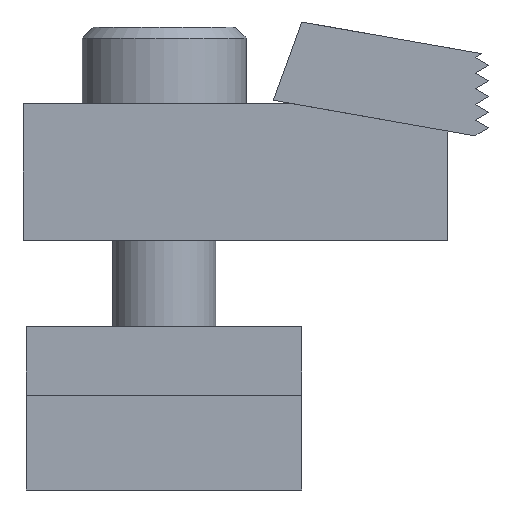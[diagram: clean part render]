
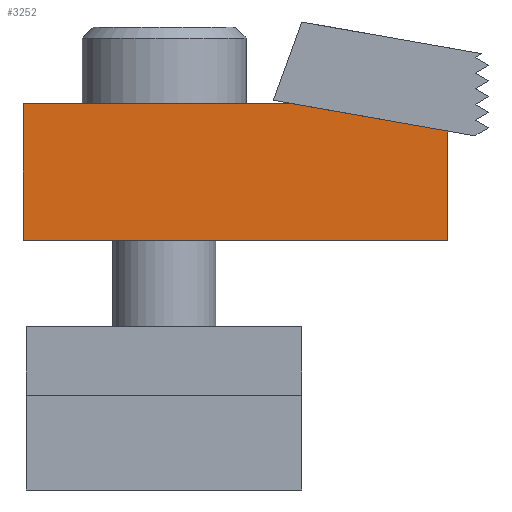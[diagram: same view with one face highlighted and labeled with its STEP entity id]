
A CAD part, front view. The second image highlights one B-rep face of the part: STEP entity #3252.
In plain terms, the highlighted planar face has unit normal (0, -1, 0).
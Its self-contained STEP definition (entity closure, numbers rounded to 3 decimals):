
#47 = CARTESIAN_POINT ( 'NONE',  ( 32.931, -14.287, 0. ) ) ;
#60 = CARTESIAN_POINT ( 'NONE',  ( -16.345, -14.287, 0. ) ) ;
#147 = DIRECTION ( 'NONE',  ( 0., 0., 1. ) ) ;
#165 = DIRECTION ( 'NONE',  ( 0., 0., -1. ) ) ;
#204 = LINE ( 'NONE', #530, #859 ) ;
#313 = DIRECTION ( 'NONE',  ( 0., 0., 1. ) ) ;
#383 = VERTEX_POINT ( 'NONE', #60 ) ;
#404 = PLANE ( 'NONE',  #619 ) ;
#530 = CARTESIAN_POINT ( 'NONE',  ( 14.925, -14.287, 15.875 ) ) ;
#614 = EDGE_CURVE ( 'NONE', #3391, #2807, #2110, .T. ) ;
#619 = AXIS2_PLACEMENT_3D ( 'NONE', #2560, #2301, #147 ) ;
#782 = LINE ( 'NONE', #2582, #2862 ) ;
#859 = VECTOR ( 'NONE', #3254, 1000. ) ;
#899 = EDGE_LOOP ( 'NONE', ( #1002, #3326, #3049, #3344, #2117 ) ) ;
#1002 = ORIENTED_EDGE ( 'NONE', *, *, #2872, .F. ) ;
#1031 = LINE ( 'NONE', #1258, #2951 ) ;
#1228 = CARTESIAN_POINT ( 'NONE',  ( -16.345, -14.287, 15.875 ) ) ;
#1235 = DIRECTION ( 'NONE',  ( 1., 0., 0. ) ) ;
#1236 = VECTOR ( 'NONE', #313, 1000. ) ;
#1246 = DIRECTION ( 'NONE',  ( -1., 0., 0. ) ) ;
#1258 = CARTESIAN_POINT ( 'NONE',  ( 32.931, -14.287, 0. ) ) ;
#1289 = CARTESIAN_POINT ( 'NONE',  ( 32.931, -14.287, 12.7 ) ) ;
#1306 = CARTESIAN_POINT ( 'NONE',  ( -16.345, -14.287, 0. ) ) ;
#1535 = EDGE_CURVE ( 'NONE', #1998, #3391, #204, .T. ) ;
#1586 = CARTESIAN_POINT ( 'NONE',  ( 14.925, -14.287, 15.875 ) ) ;
#1800 = FACE_OUTER_BOUND ( 'NONE', #899, .T. ) ;
#1903 = EDGE_CURVE ( 'NONE', #3213, #1998, #782, .T. ) ;
#1982 = VECTOR ( 'NONE', #165, 1000. ) ;
#1998 = VERTEX_POINT ( 'NONE', #1586 ) ;
#2075 = CARTESIAN_POINT ( 'NONE',  ( 32.931, -14.287, 12.7 ) ) ;
#2110 = LINE ( 'NONE', #2075, #1982 ) ;
#2117 = ORIENTED_EDGE ( 'NONE', *, *, #1903, .F. ) ;
#2301 = DIRECTION ( 'NONE',  ( 0., -1., 0. ) ) ;
#2516 = EDGE_CURVE ( 'NONE', #2807, #383, #1031, .T. ) ;
#2560 = CARTESIAN_POINT ( 'NONE',  ( -16.345, -14.287, 0. ) ) ;
#2582 = CARTESIAN_POINT ( 'NONE',  ( -16.345, -14.287, 15.875 ) ) ;
#2807 = VERTEX_POINT ( 'NONE', #47 ) ;
#2862 = VECTOR ( 'NONE', #1235, 1000. ) ;
#2872 = EDGE_CURVE ( 'NONE', #383, #3213, #3156, .T. ) ;
#2951 = VECTOR ( 'NONE', #1246, 1000. ) ;
#3049 = ORIENTED_EDGE ( 'NONE', *, *, #614, .F. ) ;
#3156 = LINE ( 'NONE', #1306, #1236 ) ;
#3213 = VERTEX_POINT ( 'NONE', #1228 ) ;
#3252 = ADVANCED_FACE ( 'NONE', ( #1800 ), #404, .T. ) ;
#3254 = DIRECTION ( 'NONE',  ( 0.985, 0., -0.174 ) ) ;
#3326 = ORIENTED_EDGE ( 'NONE', *, *, #2516, .F. ) ;
#3344 = ORIENTED_EDGE ( 'NONE', *, *, #1535, .F. ) ;
#3391 = VERTEX_POINT ( 'NONE', #1289 ) ;
